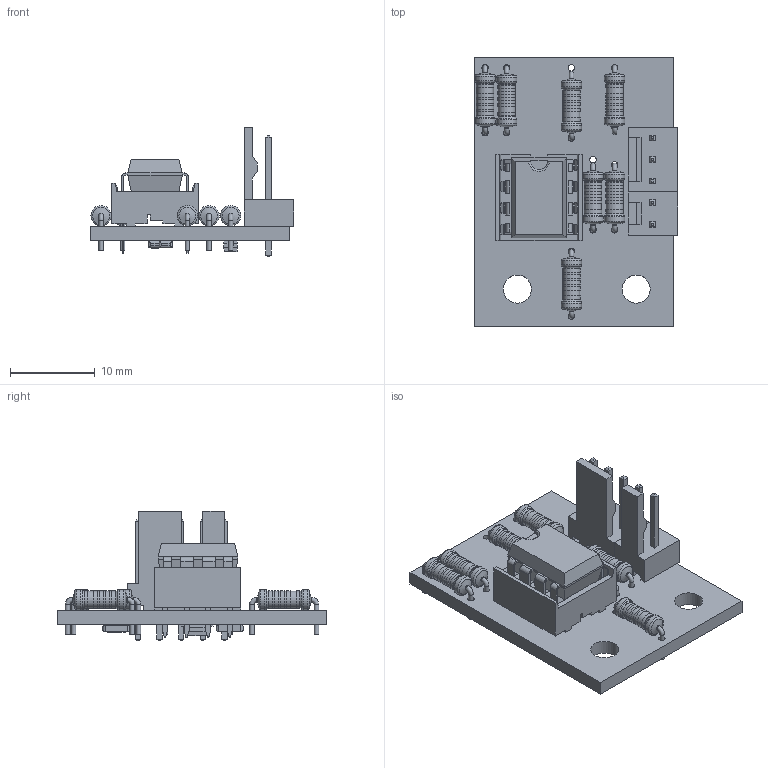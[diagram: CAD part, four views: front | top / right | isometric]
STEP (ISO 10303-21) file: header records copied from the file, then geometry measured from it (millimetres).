
FILE_DESCRIPTION(('Open CASCADE Model'),'2;1');
FILE_NAME('Open CASCADE Shape Model','2020-10-07T02:38:33',('Author'),( 'Open CASCADE'),'Open CASCADE STEP processor 6.2','Open CASCADE 6.2' ,'Unknown');
FILE_SCHEMA(('AUTOMOTIVE_DESIGN { 1 0 10303 214 1 1 1 1 }'));
Length unit declared in the file: millimetre
Products named in the file (43): PCB; Board; D1; SOD123; R2; MFR-25_300mils; User_Library-MFR-25_MFR50S_(300mils)_Leads; User_Library-MFR-25_MFR50S_(300mils)_Band4; User_Library-MFR-25_MFR50S_(300mils)_Band2; User_Library-MFR-25_MFR50S_(300mils)_Band5; User_Library-MFR-25_MFR50S_(300mils)_Band1; User_Library-MFR-25_MFR50S_(300mils)_Band3; User_Library-MFR-25_MFR50S_(300mils)_Core; R1; C1; c1206; U1; dip8zic; dip8z; dip8_; User_Library-DIP8-2_DIP8-P2; User_Library-DIP8-2_DIP8-B; User_Library-DIP8-2_DIP8-P1; User_Library-DIP8-2_DIP8-P2_MIR; User_Library-DIP8-2_DIP8-P1_MIR; User_Library-DIP8-2_DIP8-P2_MIR1; User_Library-DIP8-2_DIP8-P1_MIR1; User_Library-DIP8-2_DIP8-P2_MIR_MIR; User_Library-DIP8-2_DIP8-P1_MIR_MIR; JP2; kk_2x1; JP1; kk_3x1; R3; R4; R5; R6; R7; R8; r1206
Assembly tree (48 placements, depth 5):
  PCB
    Board
    D1
      SOD123
    R2
      MFR-25_300mils
        MFR-25_300mils
          User_Library-MFR-25_MFR50S_(300mils)_Leads
          User_Library-MFR-25_MFR50S_(300mils)_Band4
          User_Library-MFR-25_MFR50S_(300mils)_Band2
          User_Library-MFR-25_MFR50S_(300mils)_Band5
          User_Library-MFR-25_MFR50S_(300mils)_Band1
          User_Library-MFR-25_MFR50S_(300mils)_Band3
          User_Library-MFR-25_MFR50S_(300mils)_Core
    R1
      MFR-25_300mils
        MFR-25_300mils
          User_Library-MFR-25_MFR50S_(300mils)_Leads
          User_Library-MFR-25_MFR50S_(300mils)_Band4
          User_Library-MFR-25_MFR50S_(300mils)_Band2
          User_Library-MFR-25_MFR50S_(300mils)_Band5
          User_Library-MFR-25_MFR50S_(300mils)_Band1
          User_Library-MFR-25_MFR50S_(300mils)_Band3
          User_Library-MFR-25_MFR50S_(300mils)_Core
    C1
      c1206
    U1
      dip8zic
        dip8z
        dip8_
          User_Library-DIP8-2_DIP8-P2
          User_Library-DIP8-2_DIP8-B
          User_Library-DIP8-2_DIP8-P1
          User_Library-DIP8-2_DIP8-P2_MIR
          User_Library-DIP8-2_DIP8-P1_MIR
          User_Library-DIP8-2_DIP8-P2_MIR1
          User_Library-DIP8-2_DIP8-P1_MIR1
          User_Library-DIP8-2_DIP8-P2_MIR_MIR
          User_Library-DIP8-2_DIP8-P1_MIR_MIR
    JP2
      kk_2x1
        kk_2x1
    JP1
      kk_3x1
        kk_3x1
    R3
      MFR-25_300mils
        MFR-25_300mils
          User_Library-MFR-25_MFR50S_(300mils)_Leads
          User_Library-MFR-25_MFR50S_(300mils)_Band4
          User_Library-MFR-25_MFR50S_(300mils)_Band2
          User_Library-MFR-25_MFR50S_(300mils)_Band5
          User_Library-MFR-25_MFR50S_(300mils)_Band1
          User_Library-MFR-25_MFR50S_(300mils)_Band3
          User_Library-MFR-25_MFR50S_(300mils)_Core
    R4
      MFR-25_300mils
        MFR-25_300mils
          User_Library-MFR-25_MFR50S_(300mils)_Leads
          User_Library-MFR-25_MFR50S_(300mils)_Band4
Bounding box: 23.94 x 31.75 x 15.24 mm (x, y, z)
Volume: 2281.7 mm3; surface area: 4258.1 mm2
Topology: 64 solids, 73 shells, 1033 faces, 2354 edges, 1503 vertices
Faces by surface type: plane 717, cylinder 184, bspline 60, torus 44, cone 28
Full cylindrical faces by diameter (mm): 0.55 x21, 0.762 x22, 1.016 x5, 2 x7, 2.05 x35, 2.4 x14, 3.302 x2
Entity records: 61685 total; most frequent: CARTESIAN_POINT 17361, DIRECTION 6933, LINE 4740, VECTOR 4740, ORIENTED_EDGE 4004, PCURVE 4004, DEFINITIONAL_REPRESENTATION 4004, EDGE_CURVE 2004
